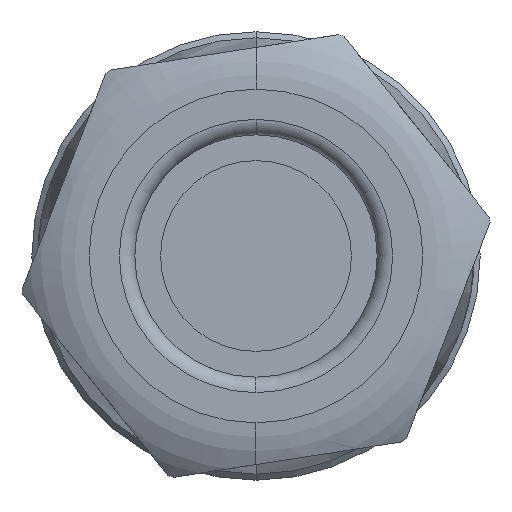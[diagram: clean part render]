
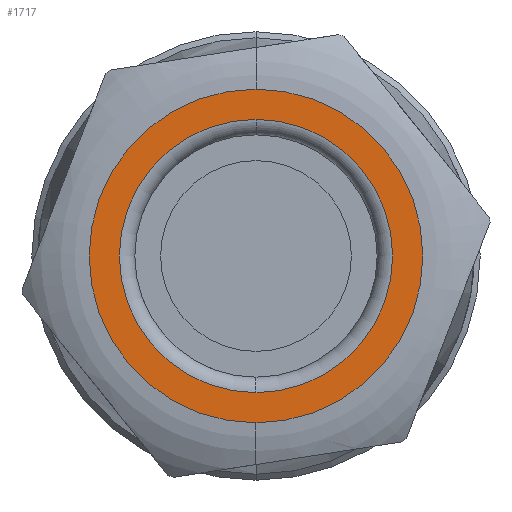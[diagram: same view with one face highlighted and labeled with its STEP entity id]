
A CAD part, left-side view. The second image highlights one B-rep face of the part: STEP entity #1717.
In plain terms, the highlighted planar face has unit normal (-1, 0, 0).
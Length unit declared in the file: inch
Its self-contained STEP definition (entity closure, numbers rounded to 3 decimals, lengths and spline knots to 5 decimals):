
#1454 = ORIENTED_EDGE ( 'NONE', *, *, #2028, .F. ) ;
#1456 = ORIENTED_EDGE ( 'NONE', *, *, #1676, .F. ) ;
#1496 = EDGE_CURVE ( 'NONE', #2121, #2263, #5563, .T. ) ;
#1676 = EDGE_CURVE ( 'NONE', #2114, #2188, #4966, .T. ) ;
#1677 = EDGE_LOOP ( 'NONE', ( #1454, #1456 ) ) ;
#1678 = ORIENTED_EDGE ( 'NONE', *, *, #1496, .T. ) ;
#1688 = ORIENTED_EDGE ( 'NONE', *, *, #2119, .T. ) ;
#1689 = EDGE_LOOP ( 'NONE', ( #1688, #1678 ) ) ;
#1717 = ADVANCED_FACE ( 'NONE', ( #5001, #4920 ), #2601, .T. ) ;
#2028 = EDGE_CURVE ( 'NONE', #2188, #2114, #3125, .T. ) ;
#2114 = VERTEX_POINT ( 'NONE', #3354 ) ;
#2119 = EDGE_CURVE ( 'NONE', #2263, #2121, #3343, .T. ) ;
#2121 = VERTEX_POINT ( 'NONE', #3357 ) ;
#2188 = VERTEX_POINT ( 'NONE', #3274 ) ;
#2263 = VERTEX_POINT ( 'NONE', #3495 ) ;
#2601 = PLANE ( 'NONE',  #2647 ) ;
#2627 = CARTESIAN_POINT ( 'NONE',  ( -0.49213, 0., -0.28585 ) ) ;
#2647 = AXIS2_PLACEMENT_3D ( 'NONE', #2627, #2728, #2729 ) ;
#2728 = DIRECTION ( 'NONE',  ( -1., 0., 0. ) ) ;
#2729 = DIRECTION ( 'NONE',  ( 0., 0., 1. ) ) ;
#3038 = DIRECTION ( 'NONE',  ( 0., 0., 1. ) ) ;
#3039 = DIRECTION ( 'NONE',  ( -1., 0., 0. ) ) ;
#3040 = AXIS2_PLACEMENT_3D ( 'NONE', #3132, #3039, #3038 ) ;
#3125 = CIRCLE ( 'NONE', #3040, 0.22194 ) ;
#3132 = CARTESIAN_POINT ( 'NONE',  ( -0.49213, 0., 0. ) ) ;
#3274 = CARTESIAN_POINT ( 'NONE',  ( -0.49213, 0., 0.22194 ) ) ;
#3334 = DIRECTION ( 'NONE',  ( 0., 0., 1. ) ) ;
#3335 = DIRECTION ( 'NONE',  ( -1., 0., 0. ) ) ;
#3343 = CIRCLE ( 'NONE', #3356, 0.27096 ) ;
#3353 = CARTESIAN_POINT ( 'NONE',  ( -0.49213, 0., 0. ) ) ;
#3354 = CARTESIAN_POINT ( 'NONE',  ( -0.49213, 0., -0.22194 ) ) ;
#3356 = AXIS2_PLACEMENT_3D ( 'NONE', #3353, #3335, #3334 ) ;
#3357 = CARTESIAN_POINT ( 'NONE',  ( -0.49213, 0., -0.27096 ) ) ;
#3495 = CARTESIAN_POINT ( 'NONE',  ( -0.49213, 0., 0.27096 ) ) ;
#4920 = FACE_BOUND ( 'NONE', #1677, .T. ) ;
#4966 = CIRCLE ( 'NONE', #5197, 0.22194 ) ;
#4969 = CARTESIAN_POINT ( 'NONE',  ( -0.49213, 0., 0. ) ) ;
#5001 = FACE_OUTER_BOUND ( 'NONE', #1689, .T. ) ;
#5005 = DIRECTION ( 'NONE',  ( 0., 0., 1. ) ) ;
#5007 = DIRECTION ( 'NONE',  ( -1., 0., 0. ) ) ;
#5197 = AXIS2_PLACEMENT_3D ( 'NONE', #4969, #5007, #5005 ) ;
#5417 = DIRECTION ( 'NONE',  ( 0., 0., 1. ) ) ;
#5418 = DIRECTION ( 'NONE',  ( -1., 0., 0. ) ) ;
#5419 = CARTESIAN_POINT ( 'NONE',  ( -0.49213, 0., 0. ) ) ;
#5562 = AXIS2_PLACEMENT_3D ( 'NONE', #5419, #5418, #5417 ) ;
#5563 = CIRCLE ( 'NONE', #5562, 0.27096 ) ;
